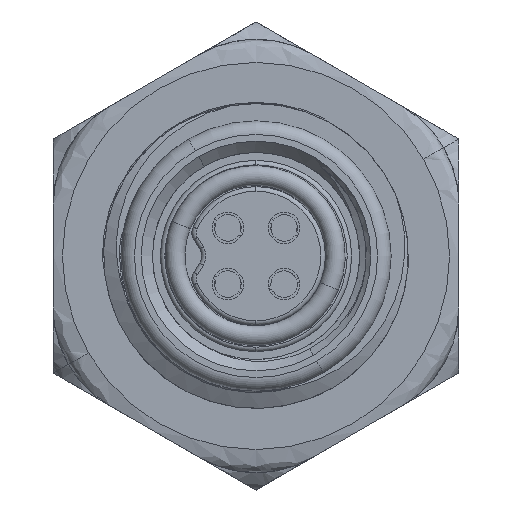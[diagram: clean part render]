
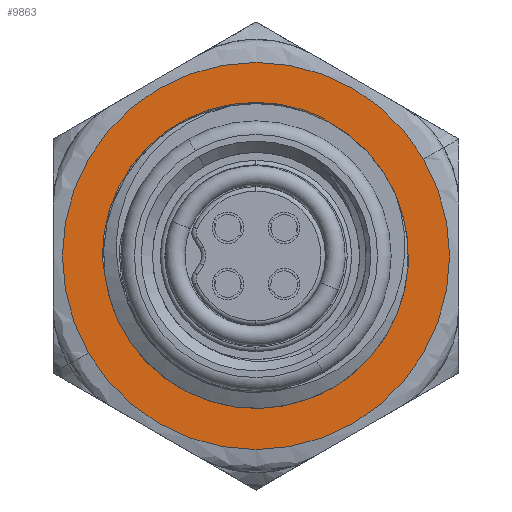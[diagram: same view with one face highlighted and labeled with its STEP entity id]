
A CAD part, left-side view. The second image highlights one B-rep face of the part: STEP entity #9863.
In plain terms, the highlighted planar face has unit normal (-1, 0, 0).
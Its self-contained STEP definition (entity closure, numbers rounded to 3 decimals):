
#129 = CARTESIAN_POINT ( 'NONE',  ( 0., -0.656, 3.356 ) ) ;
#310 = CARTESIAN_POINT ( 'NONE',  ( 0., 3.317, 0.222 ) ) ;
#716 = B_SPLINE_CURVE_WITH_KNOTS ( 'NONE', 3,
 ( #9041, #2321, #6911, #11518, #12537, #8140, #12764, #6755, #7057, #1028, #6980, #1251, #10450, #129, #2468, #4714, #11673, #1332 ),
 .UNSPECIFIED., .F., .F.,
 ( 4, 2, 2, 2, 2, 2, 2, 2, 4 ),
 ( 0., 0.001, 0.001, 0.002, 0.003, 0.003, 0.004, 0.005, 0.005 ),
 .UNSPECIFIED. ) ;
#1028 = CARTESIAN_POINT ( 'NONE',  ( 0., 0.676, 3.352 ) ) ;
#1103 = CARTESIAN_POINT ( 'NONE',  ( 0., 3.137, -0.851 ) ) ;
#1202 = FACE_OUTER_BOUND ( 'NONE', #6799, .T. ) ;
#1251 = CARTESIAN_POINT ( 'NONE',  ( 0., 0.013, 3.42 ) ) ;
#1332 = CARTESIAN_POINT ( 'NONE',  ( 0., -1.697, 2.96 ) ) ;
#1359 = CARTESIAN_POINT ( 'NONE',  ( 0., 3.135, 1.296 ) ) ;
#1375 = ORIENTED_EDGE ( 'NONE', *, *, #3463, .T. ) ;
#1479 = DIRECTION ( 'NONE',  ( 1., 0., 0. ) ) ;
#1482 = AXIS2_PLACEMENT_3D ( 'NONE', #5499, #6649, #13635 ) ;
#1562 = CARTESIAN_POINT ( 'NONE',  ( 0., 0., 0. ) ) ;
#2040 = CARTESIAN_POINT ( 'NONE',  ( 0., -2.363, 2.398 ) ) ;
#2321 = CARTESIAN_POINT ( 'NONE',  ( 0., 2.848, 1.893 ) ) ;
#2421 = DIRECTION ( 'NONE',  ( 0., 0., -1. ) ) ;
#2468 = CARTESIAN_POINT ( 'NONE',  ( 0., -0.873, 3.306 ) ) ;
#2573 = VERTEX_POINT ( 'NONE', #1103 ) ;
#2926 = DIRECTION ( 'NONE',  ( 1., 0., 0. ) ) ;
#3001 = AXIS2_PLACEMENT_3D ( 'NONE', #1562, #1479, #9629 ) ;
#3029 = CARTESIAN_POINT ( 'NONE',  ( 0., -2.753, 1.868 ) ) ;
#3102 = CARTESIAN_POINT ( 'NONE',  ( 0., -3.094, 1.063 ) ) ;
#3178 = CARTESIAN_POINT ( 'NONE',  ( 0., 3.137, -0.851 ) ) ;
#3315 = CARTESIAN_POINT ( 'NONE',  ( 0., -2.858, 1.677 ) ) ;
#3395 = DIRECTION ( 'NONE',  ( 1., 0., 0. ) ) ;
#3463 = EDGE_CURVE ( 'NONE', #14350, #2573, #13164, .T. ) ;
#3475 = PLANE ( 'NONE',  #12838 ) ;
#3621 = CARTESIAN_POINT ( 'NONE',  ( 0., 3.249, 0.876 ) ) ;
#3757 = ORIENTED_EDGE ( 'NONE', *, *, #4670, .T. ) ;
#4146 = CARTESIAN_POINT ( 'NONE',  ( 0., -3.029, 1.273 ) ) ;
#4581 = CARTESIAN_POINT ( 'NONE',  ( 0., -3.137, 0.851 ) ) ;
#4670 = EDGE_CURVE ( 'NONE', #5549, #14350, #12419, .T. ) ;
#4714 = CARTESIAN_POINT ( 'NONE',  ( 0., -1.295, 3.165 ) ) ;
#4728 = CARTESIAN_POINT ( 'NONE',  ( 0., -4.298, 0. ) ) ;
#4810 = CARTESIAN_POINT ( 'NONE',  ( 0., 3.286, 0.658 ) ) ;
#4913 = AXIS2_PLACEMENT_3D ( 'NONE', #7222, #2926, #7529 ) ;
#5476 = VERTEX_POINT ( 'NONE', #9199 ) ;
#5499 = CARTESIAN_POINT ( 'NONE',  ( 0., 0., 0. ) ) ;
#5525 = B_SPLINE_CURVE_WITH_KNOTS ( 'NONE', 3,
 ( #9952, #8910, #9879, #2040, #6622, #3029, #3315, #4146, #3102, #10033 ),
 .UNSPECIFIED., .F., .F.,
 ( 4, 2, 2, 2, 4 ),
 ( 0., 0.001, 0.001, 0.002, 0.003 ),
 .UNSPECIFIED. ) ;
#5549 = VERTEX_POINT ( 'NONE', #4581 ) ;
#5820 = CARTESIAN_POINT ( 'NONE',  ( 0., 4.298, 0. ) ) ;
#5857 = DIRECTION ( 'NONE',  ( -1., 0., 0. ) ) ;
#6204 = VERTEX_POINT ( 'NONE', #4728 ) ;
#6622 = CARTESIAN_POINT ( 'NONE',  ( 0., -2.507, 2.228 ) ) ;
#6649 = DIRECTION ( 'NONE',  ( -1., 0., 0. ) ) ;
#6705 = CARTESIAN_POINT ( 'NONE',  ( 0., 3.257, -0.429 ) ) ;
#6755 = CARTESIAN_POINT ( 'NONE',  ( 0., 1.318, 3.155 ) ) ;
#6799 = EDGE_LOOP ( 'NONE', ( #10619, #10055 ) ) ;
#6862 = CIRCLE ( 'NONE', #14850, 4.298 ) ;
#6911 = CARTESIAN_POINT ( 'NONE',  ( 0., 2.717, 2.077 ) ) ;
#6980 = CARTESIAN_POINT ( 'NONE',  ( 0., 0.456, 3.389 ) ) ;
#7015 = CIRCLE ( 'NONE', #1482, 4.298 ) ;
#7057 = CARTESIAN_POINT ( 'NONE',  ( 0., 1.11, 3.235 ) ) ;
#7087 = CARTESIAN_POINT ( 'NONE',  ( 0., 3.312, 0.005 ) ) ;
#7222 = CARTESIAN_POINT ( 'NONE',  ( 0., 0., 0. ) ) ;
#7467 = VERTEX_POINT ( 'NONE', #8158 ) ;
#7529 = DIRECTION ( 'NONE',  ( 0., 0., -1. ) ) ;
#7578 = EDGE_CURVE ( 'NONE', #13198, #6204, #6862, .T. ) ;
#7993 = CARTESIAN_POINT ( 'NONE',  ( 0., 0., -3.25 ) ) ;
#8140 = CARTESIAN_POINT ( 'NONE',  ( 0., 1.908, 2.838 ) ) ;
#8158 = CARTESIAN_POINT ( 'NONE',  ( 0., 2.96, 1.697 ) ) ;
#8239 = CARTESIAN_POINT ( 'NONE',  ( 0., 3.058, 1.5 ) ) ;
#8285 = EDGE_CURVE ( 'NONE', #7467, #5476, #716, .T. ) ;
#8910 = CARTESIAN_POINT ( 'NONE',  ( 0., -1.881, 2.839 ) ) ;
#9041 = CARTESIAN_POINT ( 'NONE',  ( 0., 2.96, 1.697 ) ) ;
#9137 = FACE_BOUND ( 'NONE', #14268, .T. ) ;
#9199 = CARTESIAN_POINT ( 'NONE',  ( 0., -1.697, 2.96 ) ) ;
#9502 = ORIENTED_EDGE ( 'NONE', *, *, #11680, .T. ) ;
#9629 = DIRECTION ( 'NONE',  ( 0., 0., -1. ) ) ;
#9863 = ADVANCED_FACE ( 'NONE', ( #9137, #1202 ), #3475, .F. ) ;
#9879 = CARTESIAN_POINT ( 'NONE',  ( 0., -2.051, 2.702 ) ) ;
#9952 = CARTESIAN_POINT ( 'NONE',  ( 0., -1.697, 2.96 ) ) ;
#10022 = ORIENTED_EDGE ( 'NONE', *, *, #8285, .T. ) ;
#10033 = CARTESIAN_POINT ( 'NONE',  ( 0., -3.137, 0.851 ) ) ;
#10055 = ORIENTED_EDGE ( 'NONE', *, *, #10971, .T. ) ;
#10201 = EDGE_CURVE ( 'NONE', #5476, #5549, #5525, .T. ) ;
#10450 = CARTESIAN_POINT ( 'NONE',  ( 0., -0.213, 3.413 ) ) ;
#10475 = DIRECTION ( 'NONE',  ( 0., 0., 1. ) ) ;
#10619 = ORIENTED_EDGE ( 'NONE', *, *, #7578, .T. ) ;
#10971 = EDGE_CURVE ( 'NONE', #6204, #13198, #7015, .T. ) ;
#11518 = CARTESIAN_POINT ( 'NONE',  ( 0., 2.424, 2.413 ) ) ;
#11611 = CARTESIAN_POINT ( 'NONE',  ( 0., 0., 0. ) ) ;
#11673 = CARTESIAN_POINT ( 'NONE',  ( 0., -1.502, 3.072 ) ) ;
#11680 = EDGE_CURVE ( 'NONE', #2573, #7467, #12955, .T. ) ;
#11781 = CARTESIAN_POINT ( 'NONE',  ( 0., 2.96, 1.697 ) ) ;
#12406 = CARTESIAN_POINT ( 'NONE',  ( 0., 3.207, -0.645 ) ) ;
#12419 = CIRCLE ( 'NONE', #4913, 3.25 ) ;
#12537 = CARTESIAN_POINT ( 'NONE',  ( 0., 2.262, 2.565 ) ) ;
#12764 = CARTESIAN_POINT ( 'NONE',  ( 0., 1.716, 2.958 ) ) ;
#12838 = AXIS2_PLACEMENT_3D ( 'NONE', #13767, #3395, #2421 ) ;
#12955 = B_SPLINE_CURVE_WITH_KNOTS ( 'NONE', 3,
 ( #3178, #12406, #6705, #7087, #310, #4810, #3621, #1359, #8239, #11781 ),
 .UNSPECIFIED., .F., .F.,
 ( 4, 2, 2, 2, 4 ),
 ( 0.004, 0.004, 0.005, 0.006, 0.006 ),
 .UNSPECIFIED. ) ;
#13164 = CIRCLE ( 'NONE', #3001, 3.25 ) ;
#13198 = VERTEX_POINT ( 'NONE', #5820 ) ;
#13635 = DIRECTION ( 'NONE',  ( 0., 0., 1. ) ) ;
#13767 = CARTESIAN_POINT ( 'NONE',  ( 0., 0., 0. ) ) ;
#14268 = EDGE_LOOP ( 'NONE', ( #3757, #1375, #9502, #10022, #14630 ) ) ;
#14350 = VERTEX_POINT ( 'NONE', #7993 ) ;
#14630 = ORIENTED_EDGE ( 'NONE', *, *, #10201, .T. ) ;
#14850 = AXIS2_PLACEMENT_3D ( 'NONE', #11611, #5857, #10475 ) ;
